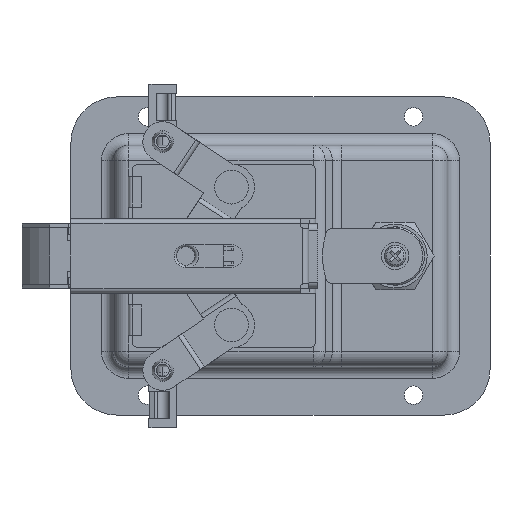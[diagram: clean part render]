
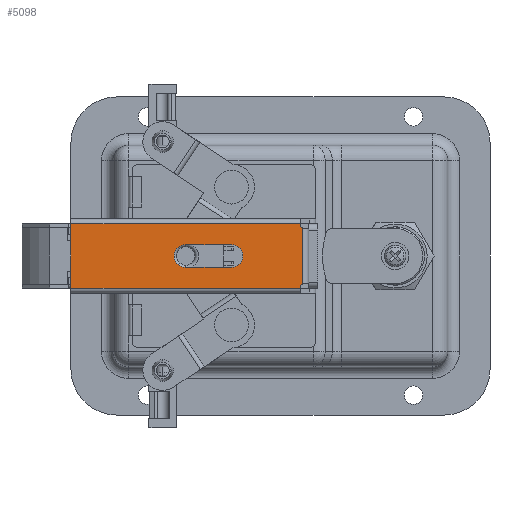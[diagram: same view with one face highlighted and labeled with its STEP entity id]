
A CAD part, front view. The second image highlights one B-rep face of the part: STEP entity #5098.
In plain terms, the highlighted face is planar.
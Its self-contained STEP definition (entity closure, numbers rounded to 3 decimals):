
#24 = EDGE_CURVE ( 'NONE', #7496, #10489, #4022, .T. ) ;
#253 = CARTESIAN_POINT ( 'NONE',  ( 3.75, 0., 15. ) ) ;
#308 = CARTESIAN_POINT ( 'NONE',  ( -10.6, 0., -27.5 ) ) ;
#336 = DIRECTION ( 'NONE',  ( 0., 0., -1. ) ) ;
#712 = VERTEX_POINT ( 'NONE', #6367 ) ;
#885 = CARTESIAN_POINT ( 'NONE',  ( -10.6, 0., 52.5 ) ) ;
#1033 = DIRECTION ( 'NONE',  ( 0., 1., 0. ) ) ;
#1312 = VERTEX_POINT ( 'NONE', #26887 ) ;
#1767 = AXIS2_PLACEMENT_3D ( 'NONE', #23585, #1033, #15413 ) ;
#1937 = VECTOR ( 'NONE', #23491, 1000. ) ;
#1990 = CARTESIAN_POINT ( 'NONE',  ( -3.75, 0., 0. ) ) ;
#2116 = ORIENTED_EDGE ( 'NONE', *, *, #24496, .F. ) ;
#3763 = LINE ( 'NONE', #21912, #5727 ) ;
#3856 = DIRECTION ( 'NONE',  ( 0., 0., 1. ) ) ;
#3868 = DIRECTION ( 'NONE',  ( 0., 1., 0. ) ) ;
#4005 = EDGE_LOOP ( 'NONE', ( #7628, #23991, #2116, #8528, #12627, #12892, #24674, #6029 ) ) ;
#4022 = CIRCLE ( 'NONE', #8903, 1.2 ) ;
#4177 = AXIS2_PLACEMENT_3D ( 'NONE', #6007, #24822, #8320 ) ;
#4248 = DIRECTION ( 'NONE',  ( 0., 1., 0. ) ) ;
#4667 = CARTESIAN_POINT ( 'NONE',  ( 9.109, 0., -23.2 ) ) ;
#4826 = DIRECTION ( 'NONE',  ( 1., 0., 0. ) ) ;
#5043 = CARTESIAN_POINT ( 'NONE',  ( -12.1, 0., 52.5 ) ) ;
#5098 = ADVANCED_FACE ( 'NONE', ( #12090, #21853 ), #12526, .F. ) ;
#5128 = CIRCLE ( 'NONE', #24710, 3.75 ) ;
#5624 = LINE ( 'NONE', #308, #21640 ) ;
#5727 = VECTOR ( 'NONE', #13562, 1000. ) ;
#6007 = CARTESIAN_POINT ( 'NONE',  ( 0., 0., 0. ) ) ;
#6029 = ORIENTED_EDGE ( 'NONE', *, *, #14386, .T. ) ;
#6072 = EDGE_CURVE ( 'NONE', #19822, #712, #22139, .T. ) ;
#6367 = CARTESIAN_POINT ( 'NONE',  ( 10.6, 0., 52.5 ) ) ;
#6445 = CARTESIAN_POINT ( 'NONE',  ( 10.6, 0., -27.5 ) ) ;
#7210 = ORIENTED_EDGE ( 'NONE', *, *, #16291, .F. ) ;
#7496 = VERTEX_POINT ( 'NONE', #4667 ) ;
#7628 = ORIENTED_EDGE ( 'NONE', *, *, #6072, .T. ) ;
#8026 = VERTEX_POINT ( 'NONE', #16928 ) ;
#8320 = DIRECTION ( 'NONE',  ( 0., 0., 1. ) ) ;
#8528 = ORIENTED_EDGE ( 'NONE', *, *, #24, .F. ) ;
#8658 = DIRECTION ( 'NONE',  ( 0., 0., -1. ) ) ;
#8689 = LINE ( 'NONE', #24988, #9349 ) ;
#8895 = CARTESIAN_POINT ( 'NONE',  ( -3.75, 0., 0. ) ) ;
#8903 = AXIS2_PLACEMENT_3D ( 'NONE', #24402, #24578, #3856 ) ;
#9036 = ORIENTED_EDGE ( 'NONE', *, *, #15364, .F. ) ;
#9349 = VECTOR ( 'NONE', #18379, 1000. ) ;
#9406 = AXIS2_PLACEMENT_3D ( 'NONE', #13965, #3868, #18247 ) ;
#10489 = VERTEX_POINT ( 'NONE', #10492 ) ;
#10492 = CARTESIAN_POINT ( 'NONE',  ( 10.2, 0., -22.5 ) ) ;
#10626 = VECTOR ( 'NONE', #8658, 1000. ) ;
#11043 = CARTESIAN_POINT ( 'NONE',  ( 3.75, 0., 0. ) ) ;
#11374 = EDGE_CURVE ( 'NONE', #7496, #26135, #3763, .T. ) ;
#11944 = EDGE_CURVE ( 'NONE', #712, #25656, #15229, .T. ) ;
#12090 = FACE_BOUND ( 'NONE', #16126, .T. ) ;
#12139 = CIRCLE ( 'NONE', #4177, 3.75 ) ;
#12253 = ORIENTED_EDGE ( 'NONE', *, *, #13721, .F. ) ;
#12446 = DIRECTION ( 'NONE',  ( 0., 0., -1. ) ) ;
#12526 = PLANE ( 'NONE',  #26993 ) ;
#12627 = ORIENTED_EDGE ( 'NONE', *, *, #11374, .T. ) ;
#12891 = EDGE_CURVE ( 'NONE', #8026, #26135, #24268, .T. ) ;
#12892 = ORIENTED_EDGE ( 'NONE', *, *, #12891, .F. ) ;
#13072 = LINE ( 'NONE', #8895, #1937 ) ;
#13262 = VERTEX_POINT ( 'NONE', #17224 ) ;
#13385 = VERTEX_POINT ( 'NONE', #18214 ) ;
#13562 = DIRECTION ( 'NONE',  ( -1., 0., 0. ) ) ;
#13721 = EDGE_CURVE ( 'NONE', #21480, #1312, #22607, .T. ) ;
#13965 = CARTESIAN_POINT ( 'NONE',  ( -10.2, 0., -23.7 ) ) ;
#14374 = CARTESIAN_POINT ( 'NONE',  ( -12.1, 0., -27.5 ) ) ;
#14386 = EDGE_CURVE ( 'NONE', #22140, #19822, #5624, .T. ) ;
#15229 = LINE ( 'NONE', #6445, #10626 ) ;
#15364 = EDGE_CURVE ( 'NONE', #1312, #26531, #12139, .T. ) ;
#15413 = DIRECTION ( 'NONE',  ( 0., 0., 1. ) ) ;
#16126 = EDGE_LOOP ( 'NONE', ( #7210, #9036, #12253, #20829, #17840 ) ) ;
#16291 = EDGE_CURVE ( 'NONE', #26531, #13385, #13072, .T. ) ;
#16319 = EDGE_CURVE ( 'NONE', #13385, #13262, #16672, .T. ) ;
#16672 = CIRCLE ( 'NONE', #1767, 3.75 ) ;
#16928 = CARTESIAN_POINT ( 'NONE',  ( -10.2, 0., -22.5 ) ) ;
#17224 = CARTESIAN_POINT ( 'NONE',  ( 0., 0., 18.75 ) ) ;
#17233 = VECTOR ( 'NONE', #4826, 1000. ) ;
#17644 = EDGE_CURVE ( 'NONE', #13262, #21480, #5128, .T. ) ;
#17840 = ORIENTED_EDGE ( 'NONE', *, *, #16319, .F. ) ;
#18214 = CARTESIAN_POINT ( 'NONE',  ( -3.75, 0., 15. ) ) ;
#18247 = DIRECTION ( 'NONE',  ( 0., 0., 1. ) ) ;
#18379 = DIRECTION ( 'NONE',  ( 1., 0., 0. ) ) ;
#18975 = DIRECTION ( 'NONE',  ( 0., 0., 1. ) ) ;
#19069 = CARTESIAN_POINT ( 'NONE',  ( 0., 0., 15. ) ) ;
#19304 = CARTESIAN_POINT ( 'NONE',  ( 10.6, 0., -22.5 ) ) ;
#19822 = VERTEX_POINT ( 'NONE', #885 ) ;
#20829 = ORIENTED_EDGE ( 'NONE', *, *, #17644, .F. ) ;
#21480 = VERTEX_POINT ( 'NONE', #253 ) ;
#21640 = VECTOR ( 'NONE', #22857, 1000. ) ;
#21853 = FACE_OUTER_BOUND ( 'NONE', #4005, .T. ) ;
#21912 = CARTESIAN_POINT ( 'NONE',  ( -12.1, 0., -23.2 ) ) ;
#22139 = LINE ( 'NONE', #5043, #25399 ) ;
#22140 = VERTEX_POINT ( 'NONE', #25058 ) ;
#22607 = LINE ( 'NONE', #11043, #25508 ) ;
#22750 = LINE ( 'NONE', #23641, #17233 ) ;
#22801 = DIRECTION ( 'NONE',  ( 0., -1., 0. ) ) ;
#22857 = DIRECTION ( 'NONE',  ( 0., 0., 1. ) ) ;
#23265 = CARTESIAN_POINT ( 'NONE',  ( -9.109, 0., -23.2 ) ) ;
#23491 = DIRECTION ( 'NONE',  ( 0., 0., 1. ) ) ;
#23585 = CARTESIAN_POINT ( 'NONE',  ( 0., 0., 15. ) ) ;
#23641 = CARTESIAN_POINT ( 'NONE',  ( -10.6, 0., -22.5 ) ) ;
#23957 = EDGE_CURVE ( 'NONE', #22140, #8026, #22750, .T. ) ;
#23991 = ORIENTED_EDGE ( 'NONE', *, *, #11944, .T. ) ;
#24268 = CIRCLE ( 'NONE', #9406, 1.2 ) ;
#24402 = CARTESIAN_POINT ( 'NONE',  ( 10.2, 0., -23.7 ) ) ;
#24496 = EDGE_CURVE ( 'NONE', #10489, #25656, #8689, .T. ) ;
#24578 = DIRECTION ( 'NONE',  ( 0., 1., 0. ) ) ;
#24674 = ORIENTED_EDGE ( 'NONE', *, *, #23957, .F. ) ;
#24710 = AXIS2_PLACEMENT_3D ( 'NONE', #19069, #4248, #18975 ) ;
#24822 = DIRECTION ( 'NONE',  ( 0., 1., 0. ) ) ;
#24988 = CARTESIAN_POINT ( 'NONE',  ( 10.6, 0., -22.5 ) ) ;
#25058 = CARTESIAN_POINT ( 'NONE',  ( -10.6, 0., -22.5 ) ) ;
#25399 = VECTOR ( 'NONE', #25849, 1000. ) ;
#25508 = VECTOR ( 'NONE', #336, 1000. ) ;
#25656 = VERTEX_POINT ( 'NONE', #19304 ) ;
#25849 = DIRECTION ( 'NONE',  ( 1., 0., 0. ) ) ;
#26135 = VERTEX_POINT ( 'NONE', #23265 ) ;
#26531 = VERTEX_POINT ( 'NONE', #1990 ) ;
#26887 = CARTESIAN_POINT ( 'NONE',  ( 3.75, 0., 0. ) ) ;
#26993 = AXIS2_PLACEMENT_3D ( 'NONE', #14374, #22801, #12446 ) ;
